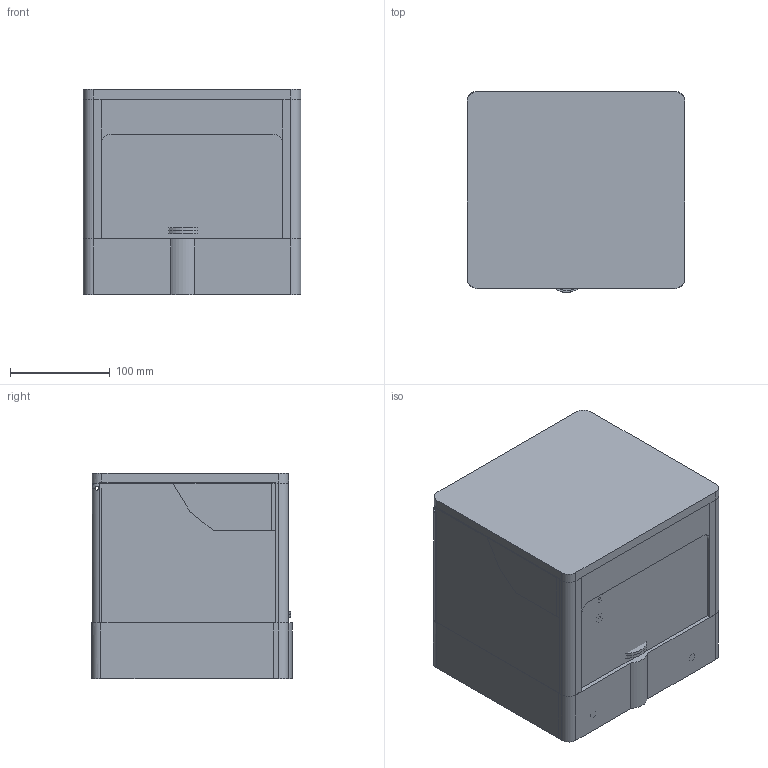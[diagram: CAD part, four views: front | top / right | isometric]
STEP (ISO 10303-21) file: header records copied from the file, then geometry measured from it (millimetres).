
FILE_DESCRIPTION(('FreeCAD Model'),'2;1');
FILE_NAME('microSTAGE nema.step', '2016-08-10T14:45:37',('Author'),(''), 'Open CASCADE STEP processor 6.8','FreeCAD','Unknown');
FILE_SCHEMA(('AUTOMOTIVE_DESIGN_CC2 { 1 2 10303 214 -1 1 5 4 }'));
Length unit declared in the file: millimetre
Products named in the file (12): Plexi_orange; BASE_EFFECTOR001; EFFECTOR001; LAPIS_HOLDER; LASERPEN; Fillet055; ARM001; PCB_holder; metacrilato1; metacrilato2; TOP; BOTTOM001
Bounding box: 218 x 201.48 x 206 mm (x, y, z)
Volume: 2458632.5 mm3; surface area: 755650.3 mm2
Topology: 12 solids, 12 shells, 707 faces, 1931 edges, 1271 vertices
Faces by surface type: plane 498, cylinder 196, torus 8, bspline 2, revolution 2, sphere 1
Full cylindrical faces by diameter (mm): 2.8 x2, 3 x9, 3.6 x29, 4 x9, 4.8 x2, 5 x2, 6 x12, 8 x12, 10 x2, 14 x1, 15 x4, 24.34 x2
Entity records: 62091 total; most frequent: CARTESIAN_POINT 20729, DIRECTION 6452, LINE 3861, VECTOR 3861, ORIENTED_EDGE 3860, PCURVE 3860, DEFINITIONAL_REPRESENTATION 3860, EDGE_CURVE 1930
